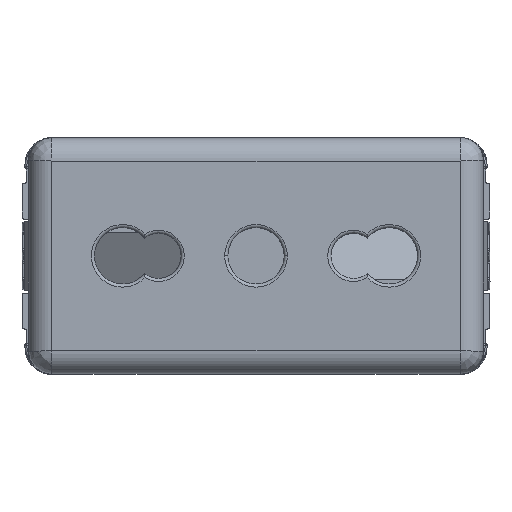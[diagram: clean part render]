
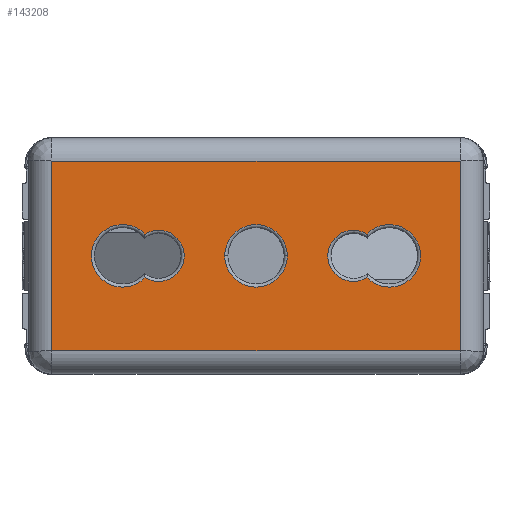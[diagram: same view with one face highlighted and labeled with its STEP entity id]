
A CAD part, top view. The second image highlights one B-rep face of the part: STEP entity #143208.
In plain terms, the highlighted planar face has unit normal (0, 0, 1).
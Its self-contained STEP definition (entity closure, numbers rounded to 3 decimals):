
#143005=AXIS2_PLACEMENT_3D('Circle Axis2P3D',#143003,#143004,$) ;
#143022=AXIS2_PLACEMENT_3D('Circle Axis2P3D',#143020,#143021,$) ;
#143089=AXIS2_PLACEMENT_3D('Circle Axis2P3D',#143087,#143088,$) ;
#143113=AXIS2_PLACEMENT_3D('Circle Axis2P3D',#143111,#143112,$) ;
#143174=AXIS2_PLACEMENT_3D('Plane Axis2P3D',#143171,#143172,#143173) ;
#143184=AXIS2_PLACEMENT_3D('Circle Axis2P3D',#143182,#143183,$) ;
#143193=AXIS2_PLACEMENT_3D('Circle Axis2P3D',#143191,#143192,$) ;
#141557=CARTESIAN_POINT('Vertex',(-19.895,-9.245,8.5)) ;
#141560=CARTESIAN_POINT('Line Origine',(-19.895,0.,8.5)) ;
#141564=CARTESIAN_POINT('Vertex',(-19.895,9.245,8.5)) ;
#141737=CARTESIAN_POINT('Line Origine',(0.,9.245,8.5)) ;
#141741=CARTESIAN_POINT('Vertex',(19.895,9.245,8.5)) ;
#142078=CARTESIAN_POINT('Vertex',(19.895,-9.245,8.5)) ;
#142081=CARTESIAN_POINT('Line Origine',(0.,-9.245,8.5)) ;
#142446=CARTESIAN_POINT('Line Origine',(19.895,0.,8.5)) ;
#142990=CARTESIAN_POINT('Vertex',(10.814,2.127,8.5)) ;
#143000=CARTESIAN_POINT('Vertex',(10.814,-2.127,8.5)) ;
#143003=CARTESIAN_POINT('Axis2P3D Location',(13.,0.,8.5)) ;
#143020=CARTESIAN_POINT('Axis2P3D Location',(9.5,0.,8.5)) ;
#143084=CARTESIAN_POINT('Vertex',(-3.05,0.,8.5)) ;
#143087=CARTESIAN_POINT('Axis2P3D Location',(0.,0.,8.5)) ;
#143091=CARTESIAN_POINT('Vertex',(3.05,0.,8.5)) ;
#143111=CARTESIAN_POINT('Axis2P3D Location',(0.,0.,8.5)) ;
#143171=CARTESIAN_POINT('Axis2P3D Location',(0.,0.,8.5)) ;
#143182=CARTESIAN_POINT('Axis2P3D Location',(-9.5,0.,8.5)) ;
#143186=CARTESIAN_POINT('Vertex',(-10.814,-2.127,8.5)) ;
#143188=CARTESIAN_POINT('Vertex',(-10.814,2.127,8.5)) ;
#143191=CARTESIAN_POINT('Axis2P3D Location',(-13.,0.,8.5)) ;
#141561=DIRECTION('Vector Direction',(0.,1.,0.)) ;
#141738=DIRECTION('Vector Direction',(1.,0.,0.)) ;
#142082=DIRECTION('Vector Direction',(1.,0.,0.)) ;
#142447=DIRECTION('Vector Direction',(0.,-1.,0.)) ;
#143004=DIRECTION('Axis2P3D Direction',(0.,0.,1.)) ;
#143021=DIRECTION('Axis2P3D Direction',(0.,-0.,1.)) ;
#143088=DIRECTION('Axis2P3D Direction',(0.,-0.,1.)) ;
#143112=DIRECTION('Axis2P3D Direction',(-0.,0.,1.)) ;
#143172=DIRECTION('Axis2P3D Direction',(0.,0.,1.)) ;
#143173=DIRECTION('Axis2P3D XDirection',(1.,0.,0.)) ;
#143183=DIRECTION('Axis2P3D Direction',(0.,0.,1.)) ;
#143192=DIRECTION('Axis2P3D Direction',(0.,0.,1.)) ;
#141562=VECTOR('Line Direction',#141561,1.) ;
#141739=VECTOR('Line Direction',#141738,1.) ;
#142083=VECTOR('Line Direction',#142082,1.) ;
#142448=VECTOR('Line Direction',#142447,1.) ;
#143177=ORIENTED_EDGE('',*,*,#142450,.T.) ;
#143178=ORIENTED_EDGE('',*,*,#141743,.T.) ;
#143179=ORIENTED_EDGE('',*,*,#141566,.T.) ;
#143180=ORIENTED_EDGE('',*,*,#142085,.T.) ;
#143197=ORIENTED_EDGE('',*,*,#143190,.F.) ;
#143198=ORIENTED_EDGE('',*,*,#143195,.F.) ;
#143201=ORIENTED_EDGE('',*,*,#143115,.F.) ;
#143202=ORIENTED_EDGE('',*,*,#143093,.F.) ;
#143205=ORIENTED_EDGE('',*,*,#143024,.F.) ;
#143206=ORIENTED_EDGE('',*,*,#143007,.F.) ;
#143199=FACE_BOUND('',#143196,.T.) ;
#143203=FACE_BOUND('',#143200,.T.) ;
#143207=FACE_BOUND('',#143204,.T.) ;
#143208=ADVANCED_FACE('PartBody',(#143181,#143199,#143203,#143207),#143175,.T.) ;
#143006=CIRCLE('generated circle',#143005,3.05) ;
#143023=CIRCLE('generated circle',#143022,2.5) ;
#143090=CIRCLE('generated circle',#143089,3.05) ;
#143114=CIRCLE('generated circle',#143113,3.05) ;
#143185=CIRCLE('generated circle',#143184,2.5) ;
#143194=CIRCLE('generated circle',#143193,3.05) ;
#141566=EDGE_CURVE('',#141565,#141558,#141563,.F.) ;
#141743=EDGE_CURVE('',#141742,#141565,#141740,.F.) ;
#142085=EDGE_CURVE('',#141558,#142079,#142084,.T.) ;
#142450=EDGE_CURVE('',#142079,#141742,#142449,.F.) ;
#143007=EDGE_CURVE('',#143001,#142991,#143006,.T.) ;
#143024=EDGE_CURVE('',#142991,#143001,#143023,.T.) ;
#143093=EDGE_CURVE('',#143085,#143092,#143090,.T.) ;
#143115=EDGE_CURVE('',#143092,#143085,#143114,.T.) ;
#143190=EDGE_CURVE('',#143187,#143189,#143185,.T.) ;
#143195=EDGE_CURVE('',#143189,#143187,#143194,.T.) ;
#143176=EDGE_LOOP('',(#143177,#143178,#143179,#143180)) ;
#143196=EDGE_LOOP('',(#143197,#143198)) ;
#143200=EDGE_LOOP('',(#143201,#143202)) ;
#143204=EDGE_LOOP('',(#143205,#143206)) ;
#143181=FACE_OUTER_BOUND('',#143176,.T.) ;
#141563=LINE('Line',#141560,#141562) ;
#141740=LINE('Line',#141737,#141739) ;
#142084=LINE('Line',#142081,#142083) ;
#142449=LINE('Line',#142446,#142448) ;
#143175=PLANE('',#143174) ;
#141558=VERTEX_POINT('',#141557) ;
#141565=VERTEX_POINT('',#141564) ;
#141742=VERTEX_POINT('',#141741) ;
#142079=VERTEX_POINT('',#142078) ;
#142991=VERTEX_POINT('',#142990) ;
#143001=VERTEX_POINT('',#143000) ;
#143085=VERTEX_POINT('',#143084) ;
#143092=VERTEX_POINT('',#143091) ;
#143187=VERTEX_POINT('',#143186) ;
#143189=VERTEX_POINT('',#143188) ;
